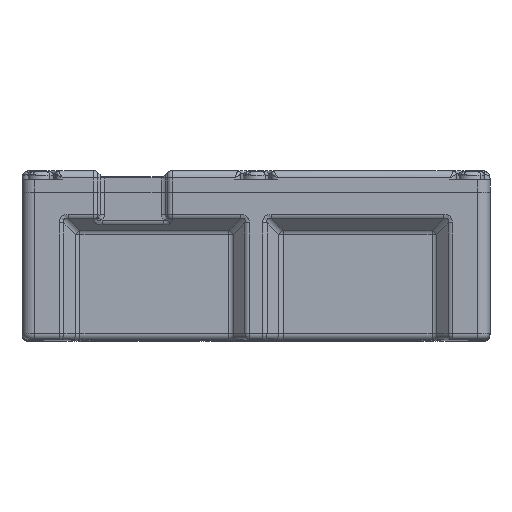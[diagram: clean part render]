
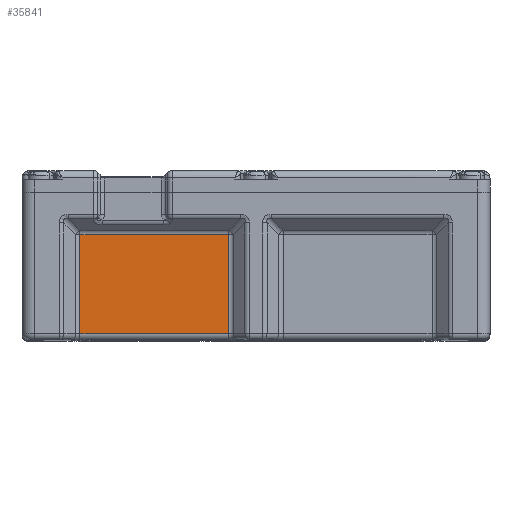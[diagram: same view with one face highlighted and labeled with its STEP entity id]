
A CAD part, top view. The second image highlights one B-rep face of the part: STEP entity #35841.
In plain terms, the highlighted planar face has unit normal (0, 0, 1).
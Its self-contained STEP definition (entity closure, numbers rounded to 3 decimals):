
#284 = ORIENTED_EDGE ( 'NONE', *, *, #16800, .T. ) ;
#1520 = EDGE_CURVE ( 'NONE', #43667, #38810, #30487, .T. ) ;
#1917 = AXIS2_PLACEMENT_3D ( 'NONE', #40533, #44255, #33063 ) ;
#3061 = VERTEX_POINT ( 'NONE', #36600 ) ;
#3932 = EDGE_CURVE ( 'NONE', #20693, #3061, #24370, .T. ) ;
#4954 = VECTOR ( 'NONE', #44031, 1000. ) ;
#6192 = EDGE_CURVE ( 'NONE', #3061, #43667, #9879, .T. ) ;
#6566 = VECTOR ( 'NONE', #47814, 1000. ) ;
#9100 = ORIENTED_EDGE ( 'NONE', *, *, #3932, .T. ) ;
#9879 = LINE ( 'NONE', #40636, #6566 ) ;
#10052 = LINE ( 'NONE', #44277, #4954 ) ;
#15186 = CARTESIAN_POINT ( 'NONE',  ( -4.414, -23., 67.25 ) ) ;
#16800 = EDGE_CURVE ( 'NONE', #38810, #20693, #10052, .T. ) ;
#20693 = VERTEX_POINT ( 'NONE', #25978 ) ;
#24370 = LINE ( 'NONE', #28562, #30090 ) ;
#25387 = FACE_OUTER_BOUND ( 'NONE', #27175, .T. ) ;
#25978 = CARTESIAN_POINT ( 'NONE',  ( -28.586, -6.914, 67.25 ) ) ;
#27175 = EDGE_LOOP ( 'NONE', ( #284, #9100, #37300, #42285 ) ) ;
#28562 = CARTESIAN_POINT ( 'NONE',  ( -28.586, 0., 67.25 ) ) ;
#29104 = CARTESIAN_POINT ( 'NONE',  ( -4.414, 0., 67.25 ) ) ;
#30090 = VECTOR ( 'NONE', #43697, 1000. ) ;
#30143 = CARTESIAN_POINT ( 'NONE',  ( -4.414, -6.914, 67.25 ) ) ;
#30487 = LINE ( 'NONE', #29104, #47398 ) ;
#33063 = DIRECTION ( 'NONE',  ( 1., 0., 0. ) ) ;
#33795 = PLANE ( 'NONE',  #1917 ) ;
#35841 = ADVANCED_FACE ( 'NONE', ( #25387 ), #33795, .T. ) ;
#36600 = CARTESIAN_POINT ( 'NONE',  ( -28.586, -23., 67.25 ) ) ;
#37300 = ORIENTED_EDGE ( 'NONE', *, *, #6192, .T. ) ;
#38810 = VERTEX_POINT ( 'NONE', #30143 ) ;
#40533 = CARTESIAN_POINT ( 'NONE',  ( 0., 0., 67.25 ) ) ;
#40636 = CARTESIAN_POINT ( 'NONE',  ( -4., -23., 67.25 ) ) ;
#42285 = ORIENTED_EDGE ( 'NONE', *, *, #1520, .T. ) ;
#43667 = VERTEX_POINT ( 'NONE', #15186 ) ;
#43697 = DIRECTION ( 'NONE',  ( 0., -1., 0. ) ) ;
#44031 = DIRECTION ( 'NONE',  ( -1., 0., 0. ) ) ;
#44255 = DIRECTION ( 'NONE',  ( 0., 0., 1. ) ) ;
#44277 = CARTESIAN_POINT ( 'NONE',  ( 0., -6.914, 67.25 ) ) ;
#47398 = VECTOR ( 'NONE', #47948, 1000. ) ;
#47814 = DIRECTION ( 'NONE',  ( 1., 0., 0. ) ) ;
#47948 = DIRECTION ( 'NONE',  ( 0., 1., 0. ) ) ;
